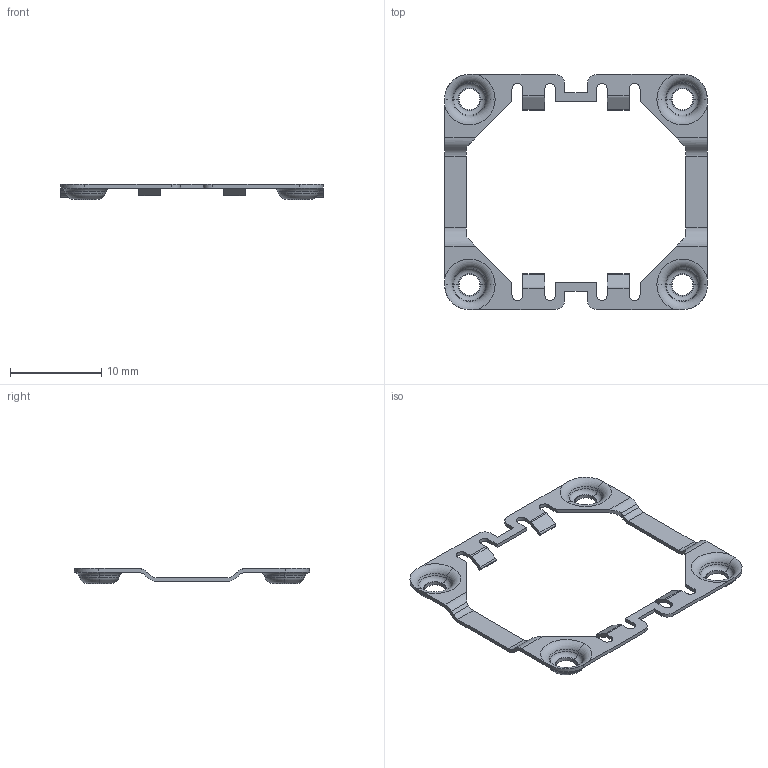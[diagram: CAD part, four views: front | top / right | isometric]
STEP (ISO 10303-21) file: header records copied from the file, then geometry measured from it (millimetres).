
FILE_DESCRIPTION((''),'2;1');
FILE_NAME('3564_0047_708','2020-01-31T',('presta_be4'),(''),'CREO PARAMETRIC BY PTC INC, 2018360','CREO PARAMETRIC BY PTC INC, 2018360','');
FILE_SCHEMA(('CONFIG_CONTROL_DESIGN'));
Length unit declared in the file: millimetre
Products named in the file (1): 3564_0047_708
Bounding box: 28.7 x 25.7 x 1.65 mm (x, y, z)
Volume: 122.2 mm3; surface area: 713.4 mm2
Topology: 1 solids, 1 shells, 168 faces, 472 edges, 304 vertices
Faces by surface type: plane 72, cylinder 48, torus 32, cone 16
Entity records: 5604 total; most frequent: CARTESIAN_POINT 1142, ORIENTED_EDGE 944, DIRECTION 940, EDGE_CURVE 472, AXIS2_PLACEMENT_3D 344, VERTEX_POINT 304, VECTOR 252, LINE 252
